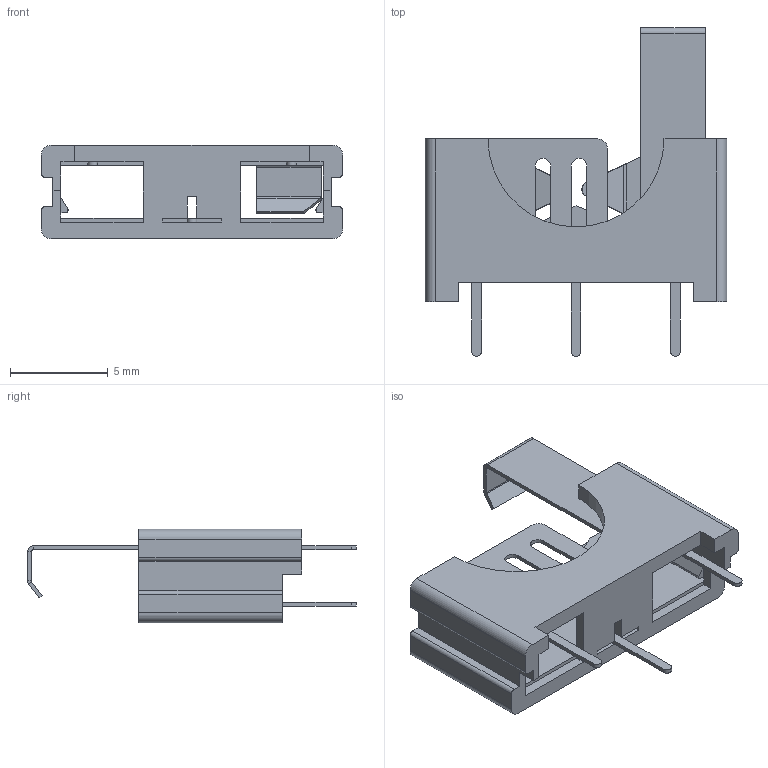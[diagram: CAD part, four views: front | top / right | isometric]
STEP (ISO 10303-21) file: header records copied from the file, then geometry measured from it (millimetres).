
FILE_DESCRIPTION (( 'STEP AP214' ), '1' );
FILE_NAME ('BS-1225-PC.STEP', '2019-10-18T09:07:28', ( '' ), ( '' ), 'SwSTEP 2.0', 'SolidWorks 2017', '' );
FILE_SCHEMA (( 'AUTOMOTIVE_DESIGN' ));
Length unit declared in the file: millimetre
Products named in the file (1): BS-1225-PC
Bounding box: 15.42 x 16.81 x 4.78 mm (x, y, z)
Volume: 210.7 mm3; surface area: 993.7 mm2
Topology: 3 solids, 3 shells, 157 faces, 436 edges, 280 vertices
Faces by surface type: plane 117, cylinder 36, bspline 4
Entity records: 5034 total; most frequent: CARTESIAN_POINT 948, ORIENTED_EDGE 872, DIRECTION 790, EDGE_CURVE 436, VECTOR 354, LINE 354, VERTEX_POINT 280, AXIS2_PLACEMENT_3D 218
